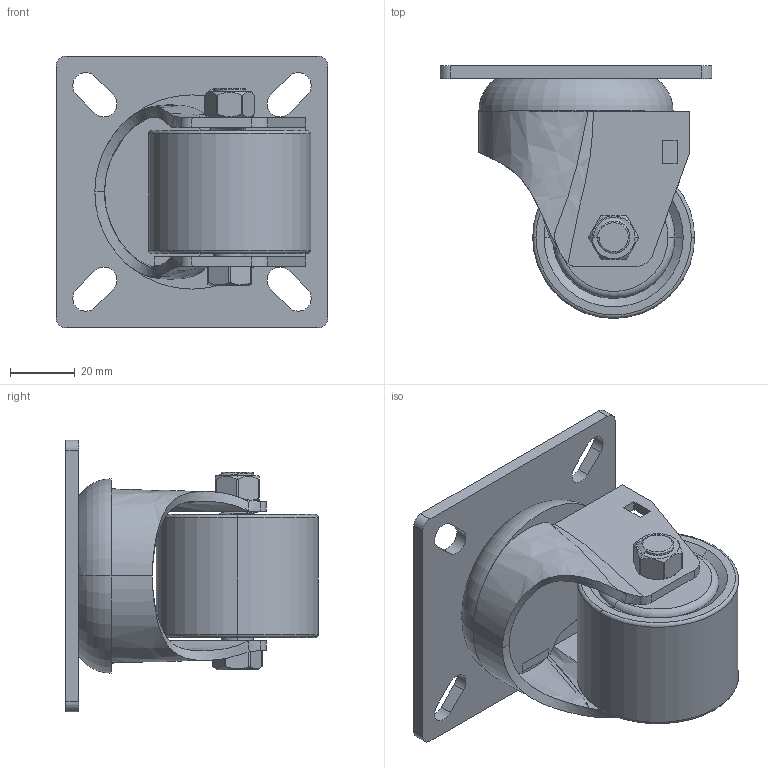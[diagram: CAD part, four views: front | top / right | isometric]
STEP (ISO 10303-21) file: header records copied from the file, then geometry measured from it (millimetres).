
FILE_DESCRIPTION((''),'2;1');
FILE_NAME('2CUN-JWB-WX_ASM','2021-03-27T',('Administrator'),(''),'PRO/ENGINEER BY PARAMETRIC TECHNOLOGY CORPORATION, 2013240','PRO/ENGINEER BY PARAMETRIC TECHNOLOGY CORPORATION, 2013240','');
FILE_SCHEMA(('CONFIG_CONTROL_DESIGN'));
Length unit declared in the file: millimetre
Products named in the file (6): 2CUN-ZTBAN-WANZHE; DIBAN-84X84X4; LUNZI--50X38; LUODING-61; LUOMAO-15; 2CUN-JWB-WX_ASM
Assembly tree (5 placements, depth 2):
  2CUN-JWB-WX_ASM
    2CUN-ZTBAN-WANZHE
    DIBAN-84X84X4
    LUNZI--50X38
    LUODING-61
    LUOMAO-15
Bounding box: 84 x 78 x 84 mm (x, y, z)
Volume: 149460.7 mm3; surface area: 49821.1 mm2
Topology: 7 solids, 7 shells, 203 faces, 527 edges, 344 vertices
Faces by surface type: cylinder 84, plane 57, bspline 39, torus 17, cone 6
Entity records: 15589 total; most frequent: CARTESIAN_POINT 10844, ORIENTED_EDGE 1054, DIRECTION 801, EDGE_CURVE 527, VERTEX_POINT 344, AXIS2_PLACEMENT_3D 296, EDGE_LOOP 227, VECTOR 209
